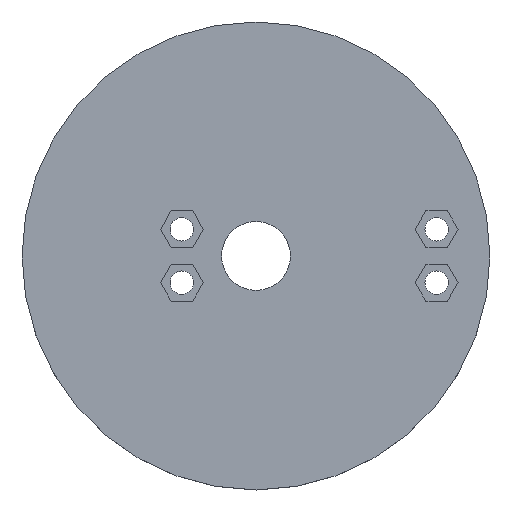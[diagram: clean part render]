
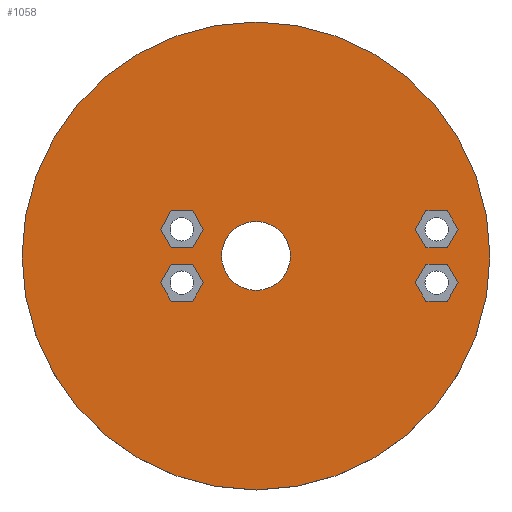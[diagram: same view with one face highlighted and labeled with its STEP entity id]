
A CAD part, top view. The second image highlights one B-rep face of the part: STEP entity #1058.
In plain terms, the highlighted planar face has unit normal (0, 0, 1).
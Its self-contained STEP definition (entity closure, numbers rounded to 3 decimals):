
#46=FACE_BOUND('',#192,.T.);
#47=FACE_BOUND('',#193,.T.);
#48=FACE_BOUND('',#194,.T.);
#49=FACE_BOUND('',#195,.T.);
#50=FACE_BOUND('',#196,.T.);
#56=CIRCLE('',#1110,45.);
#69=CIRCLE('',#1143,6.625);
#125=FACE_OUTER_BOUND('',#191,.T.);
#191=EDGE_LOOP('',(#934));
#192=EDGE_LOOP('',(#935,#936,#937,#938,#939,#940));
#193=EDGE_LOOP('',(#941,#942,#943,#944,#945,#946));
#194=EDGE_LOOP('',(#947,#948,#949,#950,#951,#952));
#195=EDGE_LOOP('',(#953,#954,#955,#956,#957,#958));
#196=EDGE_LOOP('',(#959));
#197=LINE('',#1443,#317);
#201=LINE('',#1451,#321);
#204=LINE('',#1457,#324);
#207=LINE('',#1463,#327);
#210=LINE('',#1469,#330);
#213=LINE('',#1474,#333);
#215=LINE('',#1482,#335);
#219=LINE('',#1490,#339);
#222=LINE('',#1496,#342);
#225=LINE('',#1502,#345);
#228=LINE('',#1508,#348);
#231=LINE('',#1513,#351);
#233=LINE('',#1521,#353);
#237=LINE('',#1529,#357);
#240=LINE('',#1535,#360);
#243=LINE('',#1541,#363);
#246=LINE('',#1547,#366);
#249=LINE('',#1552,#369);
#251=LINE('',#1560,#371);
#255=LINE('',#1568,#375);
#258=LINE('',#1574,#378);
#261=LINE('',#1580,#381);
#264=LINE('',#1586,#384);
#267=LINE('',#1591,#387);
#317=VECTOR('',#1160,10.);
#321=VECTOR('',#1166,10.);
#324=VECTOR('',#1171,10.);
#327=VECTOR('',#1176,10.);
#330=VECTOR('',#1181,10.);
#333=VECTOR('',#1186,10.);
#335=VECTOR('',#1194,10.);
#339=VECTOR('',#1200,10.);
#342=VECTOR('',#1205,10.);
#345=VECTOR('',#1210,10.);
#348=VECTOR('',#1215,10.);
#351=VECTOR('',#1220,10.);
#353=VECTOR('',#1228,10.);
#357=VECTOR('',#1234,10.);
#360=VECTOR('',#1239,10.);
#363=VECTOR('',#1244,10.);
#366=VECTOR('',#1249,10.);
#369=VECTOR('',#1254,10.);
#371=VECTOR('',#1262,10.);
#375=VECTOR('',#1268,10.);
#378=VECTOR('',#1273,10.);
#381=VECTOR('',#1278,10.);
#384=VECTOR('',#1283,10.);
#387=VECTOR('',#1288,10.);
#437=VERTEX_POINT('',#1441);
#438=VERTEX_POINT('',#1442);
#441=VERTEX_POINT('',#1450);
#443=VERTEX_POINT('',#1456);
#445=VERTEX_POINT('',#1462);
#447=VERTEX_POINT('',#1468);
#450=VERTEX_POINT('',#1480);
#451=VERTEX_POINT('',#1481);
#454=VERTEX_POINT('',#1489);
#456=VERTEX_POINT('',#1495);
#458=VERTEX_POINT('',#1501);
#460=VERTEX_POINT('',#1507);
#463=VERTEX_POINT('',#1519);
#464=VERTEX_POINT('',#1520);
#467=VERTEX_POINT('',#1528);
#469=VERTEX_POINT('',#1534);
#471=VERTEX_POINT('',#1540);
#473=VERTEX_POINT('',#1546);
#476=VERTEX_POINT('',#1558);
#477=VERTEX_POINT('',#1559);
#480=VERTEX_POINT('',#1567);
#482=VERTEX_POINT('',#1573);
#484=VERTEX_POINT('',#1579);
#486=VERTEX_POINT('',#1585);
#498=VERTEX_POINT('',#1617);
#530=VERTEX_POINT('',#1714);
#531=EDGE_CURVE('',#437,#438,#197,.T.);
#535=EDGE_CURVE('',#441,#437,#201,.T.);
#538=EDGE_CURVE('',#443,#441,#204,.T.);
#541=EDGE_CURVE('',#445,#443,#207,.T.);
#544=EDGE_CURVE('',#447,#445,#210,.T.);
#547=EDGE_CURVE('',#438,#447,#213,.T.);
#550=EDGE_CURVE('',#450,#451,#215,.T.);
#554=EDGE_CURVE('',#454,#450,#219,.T.);
#557=EDGE_CURVE('',#456,#454,#222,.T.);
#560=EDGE_CURVE('',#458,#456,#225,.T.);
#563=EDGE_CURVE('',#460,#458,#228,.T.);
#566=EDGE_CURVE('',#451,#460,#231,.T.);
#569=EDGE_CURVE('',#463,#464,#233,.T.);
#573=EDGE_CURVE('',#467,#463,#237,.T.);
#576=EDGE_CURVE('',#469,#467,#240,.T.);
#579=EDGE_CURVE('',#471,#469,#243,.T.);
#582=EDGE_CURVE('',#473,#471,#246,.T.);
#585=EDGE_CURVE('',#464,#473,#249,.T.);
#588=EDGE_CURVE('',#476,#477,#251,.T.);
#592=EDGE_CURVE('',#480,#476,#255,.T.);
#595=EDGE_CURVE('',#482,#480,#258,.T.);
#598=EDGE_CURVE('',#484,#482,#261,.T.);
#601=EDGE_CURVE('',#486,#484,#264,.T.);
#604=EDGE_CURVE('',#477,#486,#267,.T.);
#617=EDGE_CURVE('',#498,#498,#56,.T.);
#665=EDGE_CURVE('',#530,#530,#69,.T.);
#934=ORIENTED_EDGE('',*,*,#617,.T.);
#935=ORIENTED_EDGE('',*,*,#531,.T.);
#936=ORIENTED_EDGE('',*,*,#547,.T.);
#937=ORIENTED_EDGE('',*,*,#544,.T.);
#938=ORIENTED_EDGE('',*,*,#541,.T.);
#939=ORIENTED_EDGE('',*,*,#538,.T.);
#940=ORIENTED_EDGE('',*,*,#535,.T.);
#941=ORIENTED_EDGE('',*,*,#550,.T.);
#942=ORIENTED_EDGE('',*,*,#566,.T.);
#943=ORIENTED_EDGE('',*,*,#563,.T.);
#944=ORIENTED_EDGE('',*,*,#560,.T.);
#945=ORIENTED_EDGE('',*,*,#557,.T.);
#946=ORIENTED_EDGE('',*,*,#554,.T.);
#947=ORIENTED_EDGE('',*,*,#569,.T.);
#948=ORIENTED_EDGE('',*,*,#585,.T.);
#949=ORIENTED_EDGE('',*,*,#582,.T.);
#950=ORIENTED_EDGE('',*,*,#579,.T.);
#951=ORIENTED_EDGE('',*,*,#576,.T.);
#952=ORIENTED_EDGE('',*,*,#573,.T.);
#953=ORIENTED_EDGE('',*,*,#588,.T.);
#954=ORIENTED_EDGE('',*,*,#604,.T.);
#955=ORIENTED_EDGE('',*,*,#601,.T.);
#956=ORIENTED_EDGE('',*,*,#598,.T.);
#957=ORIENTED_EDGE('',*,*,#595,.T.);
#958=ORIENTED_EDGE('',*,*,#592,.T.);
#959=ORIENTED_EDGE('',*,*,#665,.T.);
#1002=PLANE('',#1152);
#1058=ADVANCED_FACE('',(#125,#46,#47,#48,#49,#50),#1002,.T.);
#1110=AXIS2_PLACEMENT_3D('',#1619,#1311,#1312);
#1143=AXIS2_PLACEMENT_3D('',#1715,#1408,#1409);
#1152=AXIS2_PLACEMENT_3D('',#1732,#1434,#1435);
#1160=DIRECTION('',(0.5,0.866,0.));
#1166=DIRECTION('',(-0.5,0.866,0.));
#1171=DIRECTION('',(-1.,0.,0.));
#1176=DIRECTION('',(-0.5,-0.866,0.));
#1181=DIRECTION('',(0.5,-0.866,0.));
#1186=DIRECTION('',(1.,0.,0.));
#1194=DIRECTION('',(0.5,0.866,0.));
#1200=DIRECTION('',(-0.5,0.866,0.));
#1205=DIRECTION('',(-1.,0.,0.));
#1210=DIRECTION('',(-0.5,-0.866,0.));
#1215=DIRECTION('',(0.5,-0.866,0.));
#1220=DIRECTION('',(1.,0.,0.));
#1228=DIRECTION('',(0.5,0.866,0.));
#1234=DIRECTION('',(-0.5,0.866,0.));
#1239=DIRECTION('',(-1.,0.,0.));
#1244=DIRECTION('',(-0.5,-0.866,0.));
#1249=DIRECTION('',(0.5,-0.866,0.));
#1254=DIRECTION('',(1.,0.,0.));
#1262=DIRECTION('',(0.5,0.866,0.));
#1268=DIRECTION('',(-0.5,0.866,0.));
#1273=DIRECTION('',(-1.,0.,0.));
#1278=DIRECTION('',(-0.5,-0.866,0.));
#1283=DIRECTION('',(0.5,-0.866,0.));
#1288=DIRECTION('',(1.,0.,0.));
#1311=DIRECTION('center_axis',(0.,0.,1.));
#1312=DIRECTION('ref_axis',(-1.,0.,0.));
#1408=DIRECTION('center_axis',(0.,0.,-1.));
#1409=DIRECTION('ref_axis',(1.,0.,0.));
#1434=DIRECTION('center_axis',(0.,0.,1.));
#1435=DIRECTION('ref_axis',(1.,0.,0.));
#1441=CARTESIAN_POINT('',(1.372,-17.625,1.5));
#1442=CARTESIAN_POINT('',(3.436,-14.05,1.5));
#1443=CARTESIAN_POINT('',(6.06,-9.505,1.5));
#1450=CARTESIAN_POINT('',(3.436,-21.2,1.5));
#1451=CARTESIAN_POINT('',(4.873,-23.689,1.5));
#1456=CARTESIAN_POINT('',(7.564,-21.2,1.5));
#1457=CARTESIAN_POINT('',(18.782,-21.2,1.5));
#1462=CARTESIAN_POINT('',(9.628,-17.625,1.5));
#1463=CARTESIAN_POINT('',(13.284,-11.292,1.5));
#1468=CARTESIAN_POINT('',(7.564,-14.05,1.5));
#1469=CARTESIAN_POINT('',(10.033,-18.326,1.5));
#1474=CARTESIAN_POINT('',(16.718,-14.05,1.5));
#1480=CARTESIAN_POINT('',(50.372,-7.375,1.5));
#1481=CARTESIAN_POINT('',(52.436,-3.8,1.5));
#1482=CARTESIAN_POINT('',(46.716,-13.708,1.5));
#1489=CARTESIAN_POINT('',(52.436,-10.95,1.5));
#1490=CARTESIAN_POINT('',(49.967,-6.674,1.5));
#1495=CARTESIAN_POINT('',(56.564,-10.95,1.5));
#1496=CARTESIAN_POINT('',(43.282,-10.95,1.5));
#1501=CARTESIAN_POINT('',(58.628,-7.375,1.5));
#1502=CARTESIAN_POINT('',(53.94,-15.495,1.5));
#1507=CARTESIAN_POINT('',(56.564,-3.8,1.5));
#1508=CARTESIAN_POINT('',(55.127,-1.311,1.5));
#1513=CARTESIAN_POINT('',(41.218,-3.8,1.5));
#1519=CARTESIAN_POINT('',(1.372,-7.375,1.5));
#1520=CARTESIAN_POINT('',(3.436,-3.8,1.5));
#1521=CARTESIAN_POINT('',(3.841,-3.099,1.5));
#1528=CARTESIAN_POINT('',(3.436,-10.95,1.5));
#1529=CARTESIAN_POINT('',(7.092,-17.283,1.5));
#1534=CARTESIAN_POINT('',(7.564,-10.95,1.5));
#1535=CARTESIAN_POINT('',(18.782,-10.95,1.5));
#1540=CARTESIAN_POINT('',(9.628,-7.375,1.5));
#1541=CARTESIAN_POINT('',(11.065,-4.886,1.5));
#1546=CARTESIAN_POINT('',(7.564,-3.8,1.5));
#1547=CARTESIAN_POINT('',(12.252,-11.92,1.5));
#1552=CARTESIAN_POINT('',(16.718,-3.8,1.5));
#1558=CARTESIAN_POINT('',(50.372,-17.625,1.5));
#1559=CARTESIAN_POINT('',(52.436,-14.05,1.5));
#1560=CARTESIAN_POINT('',(48.935,-20.114,1.5));
#1567=CARTESIAN_POINT('',(52.436,-21.2,1.5));
#1568=CARTESIAN_POINT('',(47.748,-13.08,1.5));
#1573=CARTESIAN_POINT('',(56.564,-21.2,1.5));
#1574=CARTESIAN_POINT('',(43.282,-21.2,1.5));
#1579=CARTESIAN_POINT('',(58.628,-17.625,1.5));
#1580=CARTESIAN_POINT('',(56.159,-21.901,1.5));
#1585=CARTESIAN_POINT('',(56.564,-14.05,1.5));
#1586=CARTESIAN_POINT('',(52.908,-7.717,1.5));
#1591=CARTESIAN_POINT('',(41.218,-14.05,1.5));
#1617=CARTESIAN_POINT('',(64.75,-12.5,1.5));
#1619=CARTESIAN_POINT('Origin',(19.75,-12.5,1.5));
#1714=CARTESIAN_POINT('',(13.125,-12.5,1.5));
#1715=CARTESIAN_POINT('Origin',(19.75,-12.5,1.5));
#1732=CARTESIAN_POINT('Origin',(30.,-12.5,1.5));
